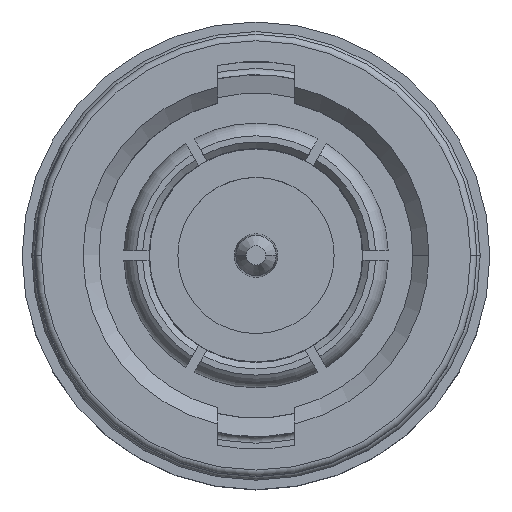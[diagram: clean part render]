
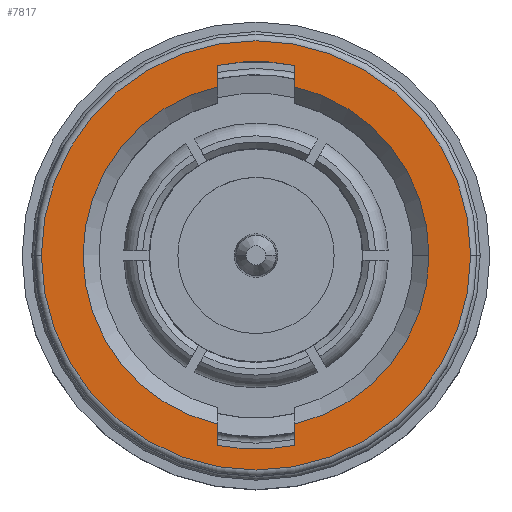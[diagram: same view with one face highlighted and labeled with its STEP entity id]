
A CAD part, top view. The second image highlights one B-rep face of the part: STEP entity #7817.
In plain terms, the highlighted planar face has unit normal (0, 0, 1).
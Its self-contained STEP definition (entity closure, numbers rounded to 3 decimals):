
#6 = VERTEX_POINT ( 'NONE', #10485 ) ;
#252 = CIRCLE ( 'NONE', #13345, 6.7 ) ;
#407 = EDGE_CURVE ( 'NONE', #14532, #1942, #6328, .T. ) ;
#865 = CIRCLE ( 'NONE', #2760, 6.05 ) ;
#902 = DIRECTION ( 'NONE',  ( -1., 0., 0. ) ) ;
#931 = EDGE_CURVE ( 'NONE', #6, #10743, #6417, .T. ) ;
#947 = CIRCLE ( 'NONE', #12702, 5.4 ) ;
#1103 = AXIS2_PLACEMENT_3D ( 'NONE', #11748, #4319, #13000 ) ;
#1465 = DIRECTION ( 'NONE',  ( 0., 1., 0. ) ) ;
#1568 = CIRCLE ( 'NONE', #5205, 6.05 ) ;
#1574 = CARTESIAN_POINT ( 'NONE',  ( 1.2, -5.265, 0.85 ) ) ;
#1605 = CARTESIAN_POINT ( 'NONE',  ( 0., 0., 0.85 ) ) ;
#1717 = AXIS2_PLACEMENT_3D ( 'NONE', #15713, #8275, #902 ) ;
#1942 = VERTEX_POINT ( 'NONE', #10111 ) ;
#2196 = FACE_BOUND ( 'NONE', #5994, .T. ) ;
#2334 = EDGE_LOOP ( 'NONE', ( #13454, #15493 ) ) ;
#2760 = AXIS2_PLACEMENT_3D ( 'NONE', #10493, #3072, #11750 ) ;
#2813 = DIRECTION ( 'NONE',  ( 0., 1., 0. ) ) ;
#2824 = DIRECTION ( 'NONE',  ( -1., 0., 0. ) ) ;
#3021 = VECTOR ( 'NONE', #1465, 1000. ) ;
#3072 = DIRECTION ( 'NONE',  ( 0., 0., 1. ) ) ;
#3304 = PLANE ( 'NONE',  #1717 ) ;
#3388 = EDGE_CURVE ( 'NONE', #1942, #8348, #1568, .T. ) ;
#3632 = CARTESIAN_POINT ( 'NONE',  ( -1.2, -5.93, 0.85 ) ) ;
#4040 = CARTESIAN_POINT ( 'NONE',  ( 1.2, -4.751, 0.85 ) ) ;
#4168 = VECTOR ( 'NONE', #14969, 1000. ) ;
#4319 = DIRECTION ( 'NONE',  ( 0., 0., 1. ) ) ;
#4431 = EDGE_CURVE ( 'NONE', #10743, #12411, #13648, .T. ) ;
#4436 = EDGE_CURVE ( 'NONE', #14523, #6, #865, .T. ) ;
#5154 = CARTESIAN_POINT ( 'NONE',  ( 1.2, 4.751, 0.85 ) ) ;
#5205 = AXIS2_PLACEMENT_3D ( 'NONE', #13121, #5692, #14364 ) ;
#5334 = CARTESIAN_POINT ( 'NONE',  ( 0., 0., 0.85 ) ) ;
#5475 = FACE_OUTER_BOUND ( 'NONE', #2334, .T. ) ;
#5503 = AXIS2_PLACEMENT_3D ( 'NONE', #5334, #14016, #6577 ) ;
#5684 = CARTESIAN_POINT ( 'NONE',  ( 5.4, 0., 0.85 ) ) ;
#5692 = DIRECTION ( 'NONE',  ( 0., 0., 1. ) ) ;
#5994 = EDGE_LOOP ( 'NONE', ( #10463, #15161, #6989, #15652, #9059, #14207, #13352, #13475, #14004 ) ) ;
#6023 = VECTOR ( 'NONE', #2813, 1000. ) ;
#6089 = CARTESIAN_POINT ( 'NONE',  ( 0., 0., 0.85 ) ) ;
#6301 = CARTESIAN_POINT ( 'NONE',  ( -1.2, 4.751, 0.85 ) ) ;
#6319 = EDGE_CURVE ( 'NONE', #14327, #8281, #252, .T. ) ;
#6328 = LINE ( 'NONE', #5154, #3021 ) ;
#6417 = LINE ( 'NONE', #4040, #6023 ) ;
#6577 = DIRECTION ( 'NONE',  ( -1., 0., 0. ) ) ;
#6587 = DIRECTION ( 'NONE',  ( 0., 0., 1. ) ) ;
#6989 = ORIENTED_EDGE ( 'NONE', *, *, #10402, .F. ) ;
#7331 = DIRECTION ( 'NONE',  ( 1., 0., 0. ) ) ;
#7400 = EDGE_CURVE ( 'NONE', #14320, #9876, #11145, .T. ) ;
#7817 = ADVANCED_FACE ( 'NONE', ( #5475, #2196 ), #3304, .F. ) ;
#8262 = EDGE_CURVE ( 'NONE', #8348, #14320, #10761, .T. ) ;
#8275 = DIRECTION ( 'NONE',  ( 0., 0., -1. ) ) ;
#8281 = VERTEX_POINT ( 'NONE', #15018 ) ;
#8348 = VERTEX_POINT ( 'NONE', #12676 ) ;
#8564 = CARTESIAN_POINT ( 'NONE',  ( -1.2, -4.751, 0.85 ) ) ;
#9059 = ORIENTED_EDGE ( 'NONE', *, *, #931, .F. ) ;
#9876 = VERTEX_POINT ( 'NONE', #14237 ) ;
#9922 = CARTESIAN_POINT ( 'NONE',  ( -1.2, 5.265, 0.85 ) ) ;
#10106 = VECTOR ( 'NONE', #15998, 1000. ) ;
#10111 = CARTESIAN_POINT ( 'NONE',  ( 1.2, 5.93, 0.85 ) ) ;
#10237 = DIRECTION ( 'NONE',  ( 0., 0., 1. ) ) ;
#10402 = EDGE_CURVE ( 'NONE', #12411, #14532, #947, .T. ) ;
#10463 = ORIENTED_EDGE ( 'NONE', *, *, #3388, .F. ) ;
#10472 = LINE ( 'NONE', #8564, #10106 ) ;
#10485 = CARTESIAN_POINT ( 'NONE',  ( 1.2, -5.93, 0.85 ) ) ;
#10493 = CARTESIAN_POINT ( 'NONE',  ( 0., 0., 0.85 ) ) ;
#10743 = VERTEX_POINT ( 'NONE', #1574 ) ;
#10761 = LINE ( 'NONE', #6301, #4168 ) ;
#11080 = CARTESIAN_POINT ( 'NONE',  ( 1.2, 5.265, 0.85 ) ) ;
#11145 = CIRCLE ( 'NONE', #11719, 5.4 ) ;
#11719 = AXIS2_PLACEMENT_3D ( 'NONE', #6089, #14767, #7331 ) ;
#11748 = CARTESIAN_POINT ( 'NONE',  ( 0., 0., 0.85 ) ) ;
#11750 = DIRECTION ( 'NONE',  ( 1., 0., 0. ) ) ;
#12411 = VERTEX_POINT ( 'NONE', #5684 ) ;
#12676 = CARTESIAN_POINT ( 'NONE',  ( -1.2, 5.93, 0.85 ) ) ;
#12702 = AXIS2_PLACEMENT_3D ( 'NONE', #14026, #6587, #15258 ) ;
#12818 = EDGE_CURVE ( 'NONE', #8281, #14327, #15963, .T. ) ;
#13000 = DIRECTION ( 'NONE',  ( 1., 0., 0. ) ) ;
#13121 = CARTESIAN_POINT ( 'NONE',  ( 0., 0., 0.85 ) ) ;
#13345 = AXIS2_PLACEMENT_3D ( 'NONE', #1605, #10237, #2824 ) ;
#13352 = ORIENTED_EDGE ( 'NONE', *, *, #14276, .F. ) ;
#13454 = ORIENTED_EDGE ( 'NONE', *, *, #6319, .T. ) ;
#13475 = ORIENTED_EDGE ( 'NONE', *, *, #7400, .F. ) ;
#13648 = CIRCLE ( 'NONE', #1103, 5.4 ) ;
#14004 = ORIENTED_EDGE ( 'NONE', *, *, #8262, .F. ) ;
#14016 = DIRECTION ( 'NONE',  ( 0., 0., 1. ) ) ;
#14026 = CARTESIAN_POINT ( 'NONE',  ( 0., 0., 0.85 ) ) ;
#14207 = ORIENTED_EDGE ( 'NONE', *, *, #4436, .F. ) ;
#14237 = CARTESIAN_POINT ( 'NONE',  ( -1.2, -5.265, 0.85 ) ) ;
#14276 = EDGE_CURVE ( 'NONE', #9876, #14523, #10472, .T. ) ;
#14320 = VERTEX_POINT ( 'NONE', #9922 ) ;
#14327 = VERTEX_POINT ( 'NONE', #14910 ) ;
#14364 = DIRECTION ( 'NONE',  ( -1., 0., 0. ) ) ;
#14523 = VERTEX_POINT ( 'NONE', #3632 ) ;
#14532 = VERTEX_POINT ( 'NONE', #11080 ) ;
#14767 = DIRECTION ( 'NONE',  ( 0., 0., 1. ) ) ;
#14910 = CARTESIAN_POINT ( 'NONE',  ( -6.7, 0., 0.85 ) ) ;
#14969 = DIRECTION ( 'NONE',  ( 0., -1., 0. ) ) ;
#15018 = CARTESIAN_POINT ( 'NONE',  ( 6.7, 0., 0.85 ) ) ;
#15161 = ORIENTED_EDGE ( 'NONE', *, *, #407, .F. ) ;
#15258 = DIRECTION ( 'NONE',  ( 1., 0., 0. ) ) ;
#15493 = ORIENTED_EDGE ( 'NONE', *, *, #12818, .T. ) ;
#15652 = ORIENTED_EDGE ( 'NONE', *, *, #4431, .F. ) ;
#15713 = CARTESIAN_POINT ( 'NONE',  ( 0., 0., 0.85 ) ) ;
#15963 = CIRCLE ( 'NONE', #5503, 6.7 ) ;
#15998 = DIRECTION ( 'NONE',  ( 0., -1., 0. ) ) ;
